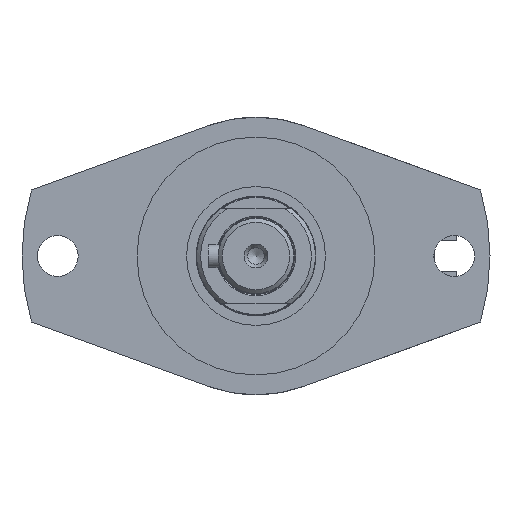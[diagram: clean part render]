
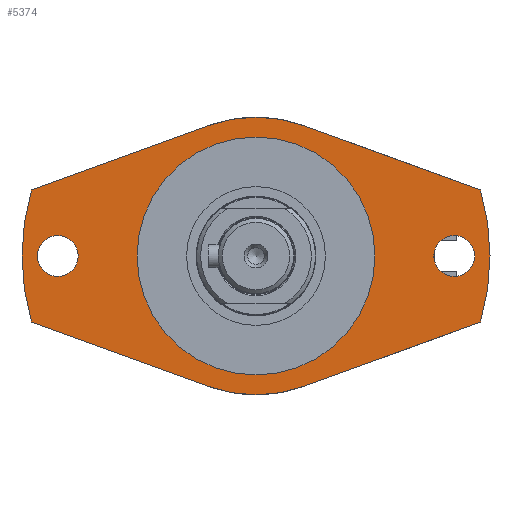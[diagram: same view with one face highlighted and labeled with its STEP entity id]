
A CAD part, left-side view. The second image highlights one B-rep face of the part: STEP entity #5374.
In plain terms, the highlighted planar face has unit normal (-1, 0, 0).
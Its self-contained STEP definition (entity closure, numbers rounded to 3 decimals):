
#180=FACE_BOUND('',#892,.T.);
#181=FACE_BOUND('',#893,.T.);
#182=FACE_BOUND('',#894,.T.);
#319=PLANE('',#5893);
#575=FACE_OUTER_BOUND('',#891,.T.);
#891=EDGE_LOOP('',(#4395,#4396,#4397,#4398,#4399,#4400,#4401,#4402));
#892=EDGE_LOOP('',(#4403));
#893=EDGE_LOOP('',(#4404));
#894=EDGE_LOOP('',(#4405,#4406));
#1282=LINE('',#9048,#1670);
#1283=LINE('',#9051,#1671);
#1284=LINE('',#9053,#1672);
#1285=LINE('',#9056,#1673);
#1670=VECTOR('',#7178,10.);
#1671=VECTOR('',#7181,10.);
#1672=VECTOR('',#7182,10.);
#1673=VECTOR('',#7185,10.);
#1971=CIRCLE('',#5883,59.);
#1972=CIRCLE('',#5885,30.);
#1973=CIRCLE('',#5886,30.);
#1977=CIRCLE('',#5892,59.);
#1978=CIRCLE('',#5894,35.);
#1979=CIRCLE('',#5895,35.);
#1980=CIRCLE('',#5896,5.15);
#1981=CIRCLE('',#5897,5.15);
#2439=VERTEX_POINT('',#9021);
#2440=VERTEX_POINT('',#9023);
#2441=VERTEX_POINT('',#9027);
#2442=VERTEX_POINT('',#9028);
#2445=VERTEX_POINT('',#9038);
#2448=VERTEX_POINT('',#9043);
#2449=VERTEX_POINT('',#9047);
#2450=VERTEX_POINT('',#9049);
#2451=VERTEX_POINT('',#9052);
#2452=VERTEX_POINT('',#9054);
#2453=VERTEX_POINT('',#9057);
#2454=VERTEX_POINT('',#9059);
#3121=EDGE_CURVE('',#2439,#2440,#1971,.T.);
#3123=EDGE_CURVE('',#2441,#2442,#1972,.T.);
#3124=EDGE_CURVE('',#2442,#2441,#1973,.T.);
#3131=EDGE_CURVE('',#2448,#2445,#1977,.T.);
#3132=EDGE_CURVE('',#2439,#2449,#1282,.T.);
#3133=EDGE_CURVE('',#2449,#2450,#1978,.T.);
#3134=EDGE_CURVE('',#2450,#2445,#1283,.T.);
#3135=EDGE_CURVE('',#2448,#2451,#1284,.T.);
#3136=EDGE_CURVE('',#2451,#2452,#1979,.T.);
#3137=EDGE_CURVE('',#2452,#2440,#1285,.T.);
#3138=EDGE_CURVE('',#2453,#2453,#1980,.T.);
#3139=EDGE_CURVE('',#2454,#2454,#1981,.T.);
#4395=ORIENTED_EDGE('',*,*,#3132,.T.);
#4396=ORIENTED_EDGE('',*,*,#3133,.T.);
#4397=ORIENTED_EDGE('',*,*,#3134,.T.);
#4398=ORIENTED_EDGE('',*,*,#3131,.F.);
#4399=ORIENTED_EDGE('',*,*,#3135,.T.);
#4400=ORIENTED_EDGE('',*,*,#3136,.T.);
#4401=ORIENTED_EDGE('',*,*,#3137,.T.);
#4402=ORIENTED_EDGE('',*,*,#3121,.F.);
#4403=ORIENTED_EDGE('',*,*,#3138,.T.);
#4404=ORIENTED_EDGE('',*,*,#3139,.T.);
#4405=ORIENTED_EDGE('',*,*,#3123,.T.);
#4406=ORIENTED_EDGE('',*,*,#3124,.T.);
#5374=ADVANCED_FACE('',(#575,#180,#181,#182),#319,.T.);
#5883=AXIS2_PLACEMENT_3D('',#9024,#7152,#7153);
#5885=AXIS2_PLACEMENT_3D('',#9029,#7157,#7158);
#5886=AXIS2_PLACEMENT_3D('',#9030,#7159,#7160);
#5892=AXIS2_PLACEMENT_3D('',#9045,#7174,#7175);
#5893=AXIS2_PLACEMENT_3D('',#9046,#7176,#7177);
#5894=AXIS2_PLACEMENT_3D('',#9050,#7179,#7180);
#5895=AXIS2_PLACEMENT_3D('',#9055,#7183,#7184);
#5896=AXIS2_PLACEMENT_3D('',#9058,#7186,#7187);
#5897=AXIS2_PLACEMENT_3D('',#9060,#7188,#7189);
#7152=DIRECTION('center_axis',(1.,0.,0.));
#7153=DIRECTION('ref_axis',(0.,1.,0.));
#7157=DIRECTION('center_axis',(1.,0.,0.));
#7158=DIRECTION('ref_axis',(0.,1.,0.));
#7159=DIRECTION('center_axis',(1.,0.,0.));
#7160=DIRECTION('ref_axis',(0.,1.,0.));
#7174=DIRECTION('center_axis',(1.,0.,0.));
#7175=DIRECTION('ref_axis',(0.,1.,0.));
#7176=DIRECTION('center_axis',(-1.,0.,0.));
#7177=DIRECTION('ref_axis',(0.,0.,1.));
#7178=DIRECTION('',(0.,-0.94,-0.342));
#7179=DIRECTION('center_axis',(-1.,0.,0.));
#7180=DIRECTION('ref_axis',(0.,-0.342,0.94));
#7181=DIRECTION('',(0.,-0.94,0.342));
#7182=DIRECTION('',(0.,0.94,0.342));
#7183=DIRECTION('center_axis',(-1.,0.,0.));
#7184=DIRECTION('ref_axis',(0.,0.342,-0.94));
#7185=DIRECTION('',(0.,0.94,-0.342));
#7186=DIRECTION('center_axis',(1.,0.,0.));
#7187=DIRECTION('ref_axis',(0.,0.,
-1.));
#7188=DIRECTION('center_axis',(1.,0.,0.));
#7189=DIRECTION('ref_axis',(0.,0.,
-1.));
#9021=CARTESIAN_POINT('',(-195.7,56.604,-16.644));
#9023=CARTESIAN_POINT('',(-195.7,56.604,16.644));
#9024=CARTESIAN_POINT('Origin',(-195.7,0.,0.));
#9027=CARTESIAN_POINT('',(-195.7,30.,0.));
#9028=CARTESIAN_POINT('',(-195.7,-30.,0.));
#9029=CARTESIAN_POINT('Origin',(-195.7,0.,0.));
#9030=CARTESIAN_POINT('Origin',(-195.7,0.,0.));
#9038=CARTESIAN_POINT('',(-195.7,-56.604,-16.644));
#9043=CARTESIAN_POINT('',(-195.7,-56.604,16.644));
#9045=CARTESIAN_POINT('Origin',(-195.7,0.,0.));
#9046=CARTESIAN_POINT('Origin',(-195.7,44.5,0.));
#9047=CARTESIAN_POINT('',(-195.7,11.971,-32.889));
#9048=CARTESIAN_POINT('',(-195.7,76.799,-9.294));
#9049=CARTESIAN_POINT('',(-195.7,-11.971,-32.889));
#9050=CARTESIAN_POINT('Origin',(-195.7,0.,0.));
#9051=CARTESIAN_POINT('',(-195.7,7.677,-40.04));
#9052=CARTESIAN_POINT('',(-195.7,-11.971,32.889));
#9053=CARTESIAN_POINT('',(-195.7,-37.505,23.596));
#9054=CARTESIAN_POINT('',(-195.7,11.971,32.889));
#9055=CARTESIAN_POINT('Origin',(-195.7,0.,0.));
#9056=CARTESIAN_POINT('',(-195.7,31.618,25.738));
#9057=CARTESIAN_POINT('',(-195.7,-50.,5.15));
#9058=CARTESIAN_POINT('Origin',(-195.7,-50.,0.));
#9059=CARTESIAN_POINT('',(-195.7,50.,5.15));
#9060=CARTESIAN_POINT('Origin',(-195.7,50.,0.));
